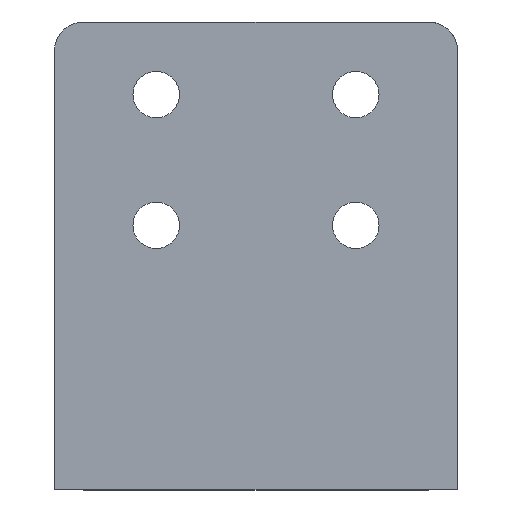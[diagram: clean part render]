
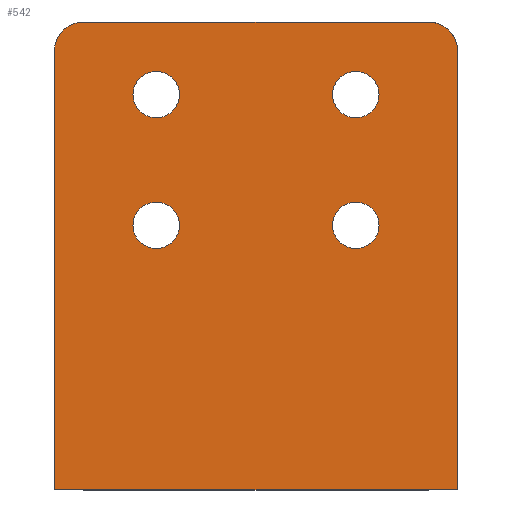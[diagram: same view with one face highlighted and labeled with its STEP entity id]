
A CAD part, top view. The second image highlights one B-rep face of the part: STEP entity #542.
In plain terms, the highlighted planar face has unit normal (0, 0, 1).
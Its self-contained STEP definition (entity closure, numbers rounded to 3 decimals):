
#21=FACE_BOUND('',#103,.T.);
#22=FACE_BOUND('',#104,.T.);
#23=FACE_BOUND('',#105,.T.);
#24=FACE_BOUND('',#106,.T.);
#38=PLANE('',#614);
#67=FACE_OUTER_BOUND('',#102,.T.);
#102=EDGE_LOOP('',(#488,#489,#490,#491,#492,#493));
#103=EDGE_LOOP('',(#494));
#104=EDGE_LOOP('',(#495));
#105=EDGE_LOOP('',(#496));
#106=EDGE_LOOP('',(#497));
#108=CIRCLE('',#567,2.);
#109=CIRCLE('',#574,2.);
#123=CIRCLE('',#607,1.6);
#124=CIRCLE('',#609,1.6);
#125=CIRCLE('',#611,1.6);
#126=CIRCLE('',#613,1.6);
#131=LINE('',#793,#175);
#142=LINE('',#832,#186);
#165=LINE('',#982,#209);
#166=LINE('',#985,#210);
#175=VECTOR('',#629,10.);
#186=VECTOR('',#664,10.);
#209=VECTOR('',#749,10.);
#210=VECTOR('',#754,10.);
#230=VERTEX_POINT('',#790);
#231=VERTEX_POINT('',#792);
#239=VERTEX_POINT('',#811);
#240=VERTEX_POINT('',#813);
#247=VERTEX_POINT('',#831);
#268=VERTEX_POINT('',#980);
#269=VERTEX_POINT('',#987);
#270=VERTEX_POINT('',#991);
#271=VERTEX_POINT('',#995);
#272=VERTEX_POINT('',#999);
#279=EDGE_CURVE('',#230,#231,#131,.T.);
#289=EDGE_CURVE('',#239,#240,#108,.T.);
#298=EDGE_CURVE('',#247,#240,#142,.T.);
#301=EDGE_CURVE('',#247,#230,#109,.T.);
#338=EDGE_CURVE('',#268,#239,#165,.T.);
#339=EDGE_CURVE('',#268,#231,#166,.T.);
#341=EDGE_CURVE('',#269,#269,#123,.T.);
#343=EDGE_CURVE('',#270,#270,#124,.T.);
#345=EDGE_CURVE('',#271,#271,#125,.T.);
#347=EDGE_CURVE('',#272,#272,#126,.T.);
#488=ORIENTED_EDGE('',*,*,#289,.F.);
#489=ORIENTED_EDGE('',*,*,#338,.F.);
#490=ORIENTED_EDGE('',*,*,#339,.T.);
#491=ORIENTED_EDGE('',*,*,#279,.F.);
#492=ORIENTED_EDGE('',*,*,#301,.F.);
#493=ORIENTED_EDGE('',*,*,#298,.T.);
#494=ORIENTED_EDGE('',*,*,#347,.F.);
#495=ORIENTED_EDGE('',*,*,#345,.F.);
#496=ORIENTED_EDGE('',*,*,#343,.F.);
#497=ORIENTED_EDGE('',*,*,#341,.F.);
#542=ADVANCED_FACE('',(#67,#21,#22,#23,#24),#38,.F.);
#567=AXIS2_PLACEMENT_3D('',#814,#647,#648);
#574=AXIS2_PLACEMENT_3D('',#836,#669,#670);
#607=AXIS2_PLACEMENT_3D('',#989,#758,#759);
#609=AXIS2_PLACEMENT_3D('',#993,#763,#764);
#611=AXIS2_PLACEMENT_3D('',#997,#768,#769);
#613=AXIS2_PLACEMENT_3D('',#1001,#773,#774);
#614=AXIS2_PLACEMENT_3D('',#1002,#775,#776);
#629=DIRECTION('',(0.,-1.,0.));
#647=DIRECTION('center_axis',(0.,0.,
-1.));
#648=DIRECTION('ref_axis',(-0.707,0.707,0.));
#664=DIRECTION('',(-1.,0.,0.));
#669=DIRECTION('center_axis',(0.,0.,
-1.));
#670=DIRECTION('ref_axis',(0.707,0.707,0.));
#749=DIRECTION('',(0.,1.,0.));
#754=DIRECTION('',(1.,0.,0.));
#758=DIRECTION('center_axis',(0.,0.,
1.));
#759=DIRECTION('ref_axis',(-1.,0.,0.));
#763=DIRECTION('center_axis',(0.,0.,
1.));
#764=DIRECTION('ref_axis',(-1.,0.,0.));
#768=DIRECTION('center_axis',(0.,0.,
1.));
#769=DIRECTION('ref_axis',(-1.,0.,0.));
#773=DIRECTION('center_axis',(0.,0.,
1.));
#774=DIRECTION('ref_axis',(-1.,0.,0.));
#775=DIRECTION('center_axis',(0.,0.,
-1.));
#776=DIRECTION('ref_axis',(-1.,0.,0.));
#790=CARTESIAN_POINT('',(20.75,-22.95,1.5));
#792=CARTESIAN_POINT('',(20.75,-53.15,1.5));
#793=CARTESIAN_POINT('',(20.75,-20.95,1.5));
#811=CARTESIAN_POINT('',(-7.,-22.95,1.5));
#813=CARTESIAN_POINT('',(-5.,-20.95,1.5));
#814=CARTESIAN_POINT('Origin',(-5.,-22.95,1.5));
#831=CARTESIAN_POINT('',(18.75,-20.95,1.5));
#832=CARTESIAN_POINT('',(-4.5,-20.95,1.5));
#836=CARTESIAN_POINT('Origin',(18.75,-22.95,1.5));
#980=CARTESIAN_POINT('',(-7.,-53.15,1.5));
#982=CARTESIAN_POINT('',(-7.,-45.1,1.5));
#985=CARTESIAN_POINT('',(18.25,-53.15,1.5));
#987=CARTESIAN_POINT('',(1.6,-34.95,1.5));
#989=CARTESIAN_POINT('Origin',(0.,-34.95,1.5));
#991=CARTESIAN_POINT('',(15.35,-25.95,1.5));
#993=CARTESIAN_POINT('Origin',(13.75,-25.95,1.5));
#995=CARTESIAN_POINT('',(1.6,-25.95,1.5));
#997=CARTESIAN_POINT('Origin',(0.,-25.95,1.5));
#999=CARTESIAN_POINT('',(15.35,-34.95,1.5));
#1001=CARTESIAN_POINT('Origin',(13.75,-34.95,1.5));
#1002=CARTESIAN_POINT('Origin',(6.875,-35.55,1.5));
